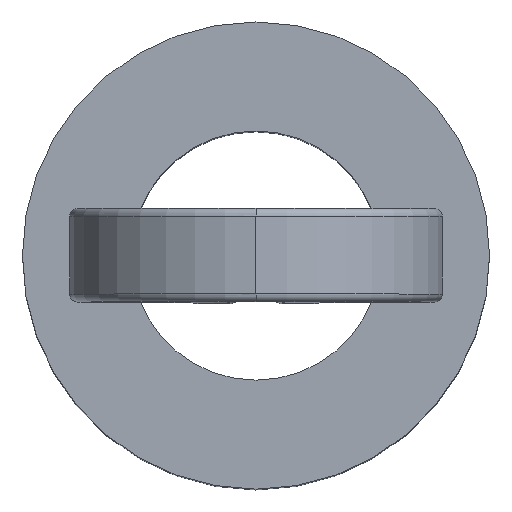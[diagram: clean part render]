
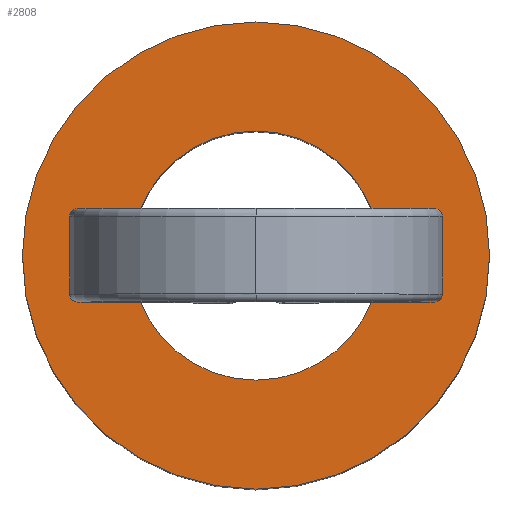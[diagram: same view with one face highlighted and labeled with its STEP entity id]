
A CAD part, top view. The second image highlights one B-rep face of the part: STEP entity #2808.
In plain terms, the highlighted planar face has unit normal (0, 0, 1).
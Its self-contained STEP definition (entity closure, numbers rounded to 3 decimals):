
#2670=CARTESIAN_POINT('',(1.5,0.,3.1));
#2671=VERTEX_POINT('',#2670);
#2687=CARTESIAN_POINT('',(-1.5,0.,3.1));
#2688=VERTEX_POINT('',#2687);
#2695=CARTESIAN_POINT('',(0.,0.,3.1));
#2696=DIRECTION('',(0.0,0.0,-1.0));
#2697=DIRECTION('',(1.0,0.0,0.0));
#2698=AXIS2_PLACEMENT_3D('',#2695,#2696,#2697);
#2699=CIRCLE('',#2698,1.5);
#2700=EDGE_CURVE('',#2688,#2671,#2699,.T.);
#2710=CARTESIAN_POINT('',(0.8,0.,3.1));
#2711=VERTEX_POINT('',#2710);
#2720=CARTESIAN_POINT('',(-0.8,0.,3.1));
#2721=VERTEX_POINT('',#2720);
#2722=CARTESIAN_POINT('',(0.,0.,3.1));
#2723=DIRECTION('',(0.0,0.0,-1.0));
#2724=DIRECTION('',(1.0,0.0,0.0));
#2725=AXIS2_PLACEMENT_3D('',#2722,#2723,#2724);
#2726=CIRCLE('',#2725,0.8);
#2727=EDGE_CURVE('',#2721,#2711,#2726,.T.);
#2761=CARTESIAN_POINT('',(0.,0.,3.1));
#2762=DIRECTION('',(0.0,0.0,-1.0));
#2763=DIRECTION('',(1.0,0.0,0.0));
#2764=AXIS2_PLACEMENT_3D('',#2761,#2762,#2763);
#2765=CIRCLE('',#2764,0.8);
#2766=EDGE_CURVE('',#2711,#2721,#2765,.T.);
#2777=CARTESIAN_POINT('',(0.,0.,3.1));
#2778=DIRECTION('',(0.0,0.0,-1.0));
#2779=DIRECTION('',(1.0,0.0,0.0));
#2780=AXIS2_PLACEMENT_3D('',#2777,#2778,#2779);
#2781=CIRCLE('',#2780,1.5);
#2782=EDGE_CURVE('',#2671,#2688,#2781,.T.);
#2795=CARTESIAN_POINT('',(0.,0.,3.1));
#2796=DIRECTION('',(0.0,0.0,1.0));
#2797=DIRECTION('',(1.0,0.0,0.0));
#2798=AXIS2_PLACEMENT_3D('',#2795,#2796,#2797);
#2799=PLANE('',#2798);
#2800=ORIENTED_EDGE('',*,*,#2782,.F.);
#2801=ORIENTED_EDGE('',*,*,#2700,.F.);
#2802=EDGE_LOOP('',(#2800,#2801));
#2803=FACE_OUTER_BOUND('',#2802,.T.);
#2804=ORIENTED_EDGE('',*,*,#2766,.T.);
#2805=ORIENTED_EDGE('',*,*,#2727,.T.);
#2806=EDGE_LOOP('',(#2804,#2805));
#2807=FACE_BOUND('',#2806,.T.);
#2808=ADVANCED_FACE('',(#2803,#2807),#2799,.T.);
